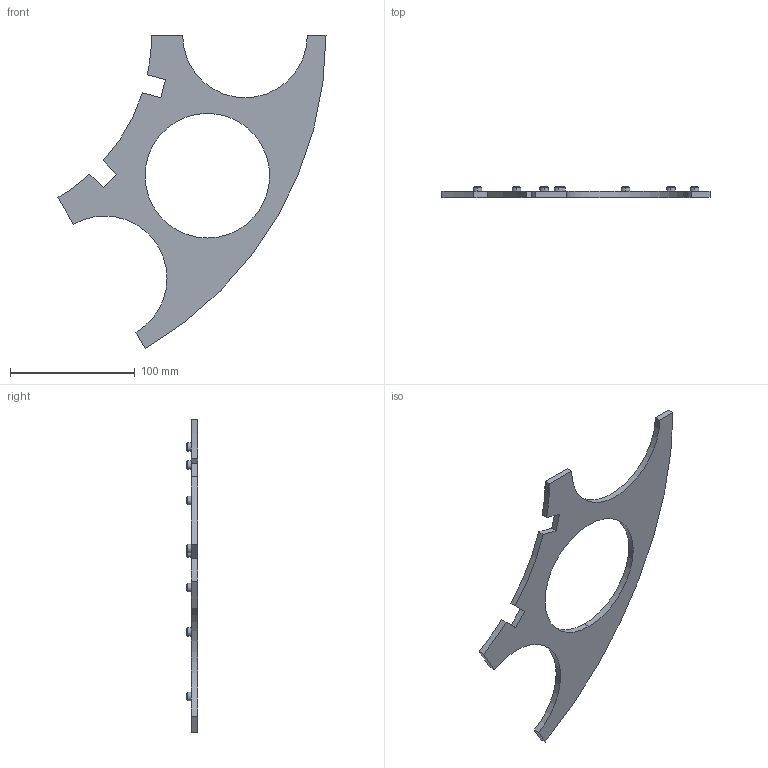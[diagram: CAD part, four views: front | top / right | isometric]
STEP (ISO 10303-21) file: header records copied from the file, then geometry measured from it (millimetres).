
FILE_DESCRIPTION (( 'STEP AP214' ), '1' );
FILE_NAME ('Top_Jar_Mover_2.STEP', '2024-08-27T21:26:29', ( '' ), ( '' ), 'SwSTEP 2.0', 'SolidWorks 2024', '' );
FILE_SCHEMA (( 'AUTOMOTIVE_DESIGN' ));
Length unit declared in the file: millimetre
Products named in the file (1): Top_Jar_Mover_2
Bounding box: 215 x 9 x 251.15 mm (x, y, z)
Volume: 81648.7 mm3; surface area: 38951.4 mm2
Topology: 1 solids, 1 shells, 61 faces, 137 edges, 86 vertices
Faces by surface type: cylinder 25, plane 20, cone 16
Entity records: 1736 total; most frequent: DIRECTION 327, CARTESIAN_POINT 285, ORIENTED_EDGE 274, EDGE_CURVE 137, AXIS2_PLACEMENT_3D 128, VERTEX_POINT 86, EDGE_LOOP 71, VECTOR 71
